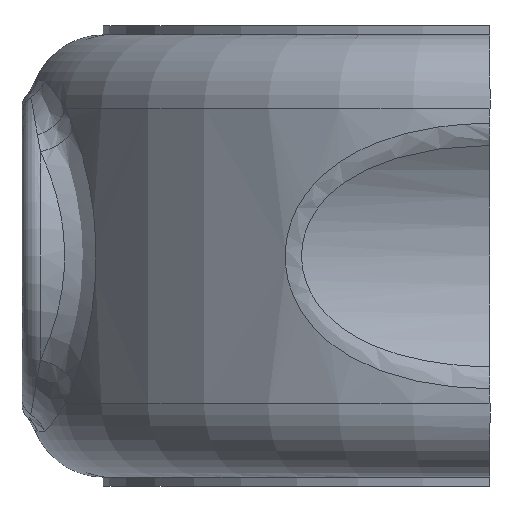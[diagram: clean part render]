
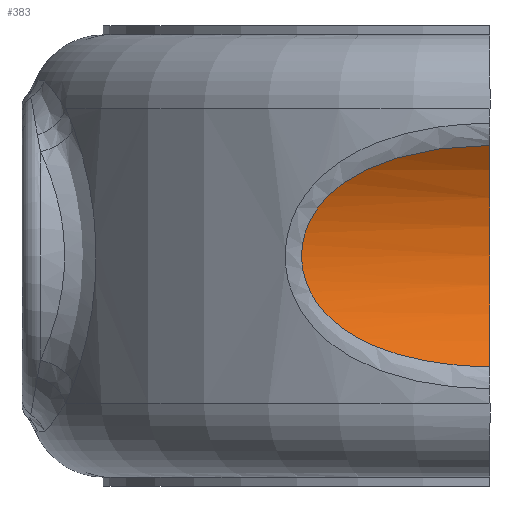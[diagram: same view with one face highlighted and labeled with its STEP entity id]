
A CAD part, left-side view. The second image highlights one B-rep face of the part: STEP entity #383.
In plain terms, the highlighted cylindrical face has radius 50 mm (diameter 100 mm), a partial arc.
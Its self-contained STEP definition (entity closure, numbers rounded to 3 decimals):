
#26 = CARTESIAN_POINT ( 'NONE',  ( -115.926, 43.378, 16.879 ) ) ;
#36 = CARTESIAN_POINT ( 'NONE',  ( -118.607, 34.515, -23.039 ) ) ;
#97 = CARTESIAN_POINT ( 'NONE',  ( -122.338, 13.759, -29.103 ) ) ;
#158 = CARTESIAN_POINT ( 'NONE',  ( -115.118, 45.675, 14.408 ) ) ;
#162 = CARTESIAN_POINT ( 'NONE',  ( -117.122, 39.661, -19.884 ) ) ;
#221 = CARTESIAN_POINT ( 'NONE',  ( -114.961, 46.107, 13.878 ) ) ;
#227 = CARTESIAN_POINT ( 'NONE',  ( -122.833, 6.921, -29.777 ) ) ;
#312 = DIRECTION ( 'NONE',  ( 0., 0., -1. ) ) ;
#338 = CARTESIAN_POINT ( 'NONE',  ( -163., 0., 0. ) ) ;
#383 = ADVANCED_FACE ( 'NONE', ( #3886 ), #1454, .F. ) ;
#405 = CARTESIAN_POINT ( 'NONE',  ( -120.315, 27.063, 26.044 ) ) ;
#409 = CARTESIAN_POINT ( 'NONE',  ( -113.222, 50.606, 4.759 ) ) ;
#436 = ORIENTED_EDGE ( 'NONE', *, *, #924, .T. ) ;
#597 = CARTESIAN_POINT ( 'NONE',  ( -122.979, 2.774, 29.972 ) ) ;
#664 = CARTESIAN_POINT ( 'NONE',  ( -114.105, 48.392, 10.518 ) ) ;
#669 = CARTESIAN_POINT ( 'NONE',  ( -113.075, 50.966, -2.816 ) ) ;
#732 = CARTESIAN_POINT ( 'NONE',  ( -122.833, 6.929, 29.776 ) ) ;
#790 = CARTESIAN_POINT ( 'NONE',  ( -113.118, 50.861, -3.503 ) ) ;
#855 = CARTESIAN_POINT ( 'NONE',  ( -117.609, 38.047, 20.984 ) ) ;
#861 = CARTESIAN_POINT ( 'NONE',  ( -113.598, 49.675, 7.718 ) ) ;
#924 = EDGE_CURVE ( 'NONE', #3679, #3056, #3687, .T. ) ;
#931 = CARTESIAN_POINT ( 'NONE',  ( -118.891, 33.336, 23.554 ) ) ;
#937 = CARTESIAN_POINT ( 'NONE',  ( -117.961, 36.877, -21.776 ) ) ;
#1007 = CARTESIAN_POINT ( 'NONE',  ( -119.502, 30.815, -24.663 ) ) ;
#1132 = CARTESIAN_POINT ( 'NONE',  ( -116.445, 41.803, -18.245 ) ) ;
#1192 = CARTESIAN_POINT ( 'NONE',  ( -113.858, 49.022, 9.313 ) ) ;
#1198 = CARTESIAN_POINT ( 'NONE',  ( -116.952, 40.211, -19.488 ) ) ;
#1223 = AXIS2_PLACEMENT_3D ( 'NONE', #1947, #2330, #312 ) ;
#1266 = CARTESIAN_POINT ( 'NONE',  ( -120.585, 25.69, -26.479 ) ) ;
#1335 = B_SPLINE_CURVE_WITH_KNOTS ( 'NONE', 3,
 ( #1757, #2224, #597, #1652, #732, #2959, #2585, #3261, #3327, #3842, #405, #2649, #3896, #931, #3144, #3654, #855, #1587, #1959, #26, #1889, #158, #221, #2470, #2405, #664, #1192, #861, #2228, #3086, #2589, #3210, #409, #2655, #3661, #1403, #2286, #669, #790, #1342, #3469, #3153, #1895, #1831, #1534, #1591, #3331, #2095, #3592, #2900, #2712, #1132, #3396, #1198, #162, #937, #36, #1007, #3712, #2159, #1266, #2348, #2030, #97, #2412, #227, #1767, #2537, #1470, #2964 ),
 .UNSPECIFIED., .F., .F.,
 ( 4, 2, 2, 2, 2, 2, 2, 2, 2, 2, 2, 2, 2, 2, 2, 2, 2, 2, 2, 2, 2, 2, 2, 2, 2, 2, 2, 2, 2, 2, 2, 2, 2, 2, 4 ),
 ( 0., 0.004, 0.008, 0.017, 0.025, 0.029, 0.033, 0.037, 0.042, 0.046, 0.05, 0.052, 0.054, 0.058, 0.059, 0.06, 0.062, 0.067, 0.069, 0.071, 0.073, 0.075, 0.079, 0.081, 0.083, 0.087, 0.089, 0.092, 0.1, 0.104, 0.108, 0.116, 0.125, 0.129, 0.133 ),
 .UNSPECIFIED. ) ;
#1342 = CARTESIAN_POINT ( 'NONE',  ( -113.233, 50.581, -4.866 ) ) ;
#1403 = CARTESIAN_POINT ( 'NONE',  ( -113., 51.146, -0.733 ) ) ;
#1454 = CYLINDRICAL_SURFACE ( 'NONE', #1223, 50. ) ;
#1470 = CARTESIAN_POINT ( 'NONE',  ( -123., 1.386, -30. ) ) ;
#1534 = CARTESIAN_POINT ( 'NONE',  ( -114.121, 48.35, -10.595 ) ) ;
#1587 = CARTESIAN_POINT ( 'NONE',  ( -116.934, 40.282, 19.458 ) ) ;
#1591 = CARTESIAN_POINT ( 'NONE',  ( -114.538, 47.25, -12.319 ) ) ;
#1652 = CARTESIAN_POINT ( 'NONE',  ( -122.896, 5.544, 29.86 ) ) ;
#1670 = ORIENTED_EDGE ( 'NONE', *, *, #1727, .T. ) ;
#1727 = EDGE_CURVE ( 'NONE', #3056, #3679, #1335, .T. ) ;
#1757 = CARTESIAN_POINT ( 'NONE',  ( -123., 0., 30. ) ) ;
#1767 = CARTESIAN_POINT ( 'NONE',  ( -122.896, 5.537, -29.861 ) ) ;
#1831 = CARTESIAN_POINT ( 'NONE',  ( -113.874, 48.982, -9.393 ) ) ;
#1845 = CARTESIAN_POINT ( 'NONE',  ( -123., 0., -30. ) ) ;
#1889 = CARTESIAN_POINT ( 'NONE',  ( -115.596, 44.335, 15.936 ) ) ;
#1895 = CARTESIAN_POINT ( 'NONE',  ( -113.562, 49.765, -7.506 ) ) ;
#1947 = CARTESIAN_POINT ( 'NONE',  ( -163., 127., 0. ) ) ;
#1959 = CARTESIAN_POINT ( 'NONE',  ( -116.595, 41.351, 18.64 ) ) ;
#2030 = CARTESIAN_POINT ( 'NONE',  ( -121.693, 19.124, -28.178 ) ) ;
#2095 = CARTESIAN_POINT ( 'NONE',  ( -114.986, 46.039, -13.963 ) ) ;
#2159 = CARTESIAN_POINT ( 'NONE',  ( -120.331, 26.986, -26.069 ) ) ;
#2178 = EDGE_LOOP ( 'NONE', ( #436, #1670 ) ) ;
#2224 = CARTESIAN_POINT ( 'NONE',  ( -123., 1.388, 30. ) ) ;
#2228 = CARTESIAN_POINT ( 'NONE',  ( -113.549, 49.799, 7.394 ) ) ;
#2286 = CARTESIAN_POINT ( 'NONE',  ( -113.016, 51.109, -1.432 ) ) ;
#2330 = DIRECTION ( 'NONE',  ( 0., -1., 0. ) ) ;
#2348 = CARTESIAN_POINT ( 'NONE',  ( -121.293, 21.774, -27.592 ) ) ;
#2405 = CARTESIAN_POINT ( 'NONE',  ( -114.517, 47.307, 12.235 ) ) ;
#2412 = CARTESIAN_POINT ( 'NONE',  ( -122.585, 11.042, -29.44 ) ) ;
#2470 = CARTESIAN_POINT ( 'NONE',  ( -114.661, 46.922, 12.793 ) ) ;
#2537 = CARTESIAN_POINT ( 'NONE',  ( -122.979, 2.771, -29.972 ) ) ;
#2585 = CARTESIAN_POINT ( 'NONE',  ( -122.337, 13.778, 29.1 ) ) ;
#2589 = CARTESIAN_POINT ( 'NONE',  ( -113.412, 50.139, 6.413 ) ) ;
#2649 = CARTESIAN_POINT ( 'NONE',  ( -119.773, 29.62, 25.134 ) ) ;
#2655 = CARTESIAN_POINT ( 'NONE',  ( -113.057, 51.01, 2.742 ) ) ;
#2712 = CARTESIAN_POINT ( 'NONE',  ( -115.944, 43.323, -16.93 ) ) ;
#2781 = CARTESIAN_POINT ( 'NONE',  ( -123., 0., 30. ) ) ;
#2900 = CARTESIAN_POINT ( 'NONE',  ( -115.615, 44.279, -15.994 ) ) ;
#2905 = DIRECTION ( 'NONE',  ( 0., 0., -1. ) ) ;
#2959 = CARTESIAN_POINT ( 'NONE',  ( -122.584, 11.056, 29.438 ) ) ;
#2964 = CARTESIAN_POINT ( 'NONE',  ( -123., 0., -30. ) ) ;
#3056 = VERTEX_POINT ( 'NONE', #2781 ) ;
#3086 = CARTESIAN_POINT ( 'NONE',  ( -113.455, 50.031, 6.741 ) ) ;
#3144 = CARTESIAN_POINT ( 'NONE',  ( -118.581, 34.542, 22.966 ) ) ;
#3153 = CARTESIAN_POINT ( 'NONE',  ( -113.469, 49.999, -6.862 ) ) ;
#3210 = CARTESIAN_POINT ( 'NONE',  ( -113.291, 50.439, 5.425 ) ) ;
#3261 = CARTESIAN_POINT ( 'NONE',  ( -121.688, 19.161, 28.171 ) ) ;
#3327 = CARTESIAN_POINT ( 'NONE',  ( -121.286, 21.821, 27.581 ) ) ;
#3331 = CARTESIAN_POINT ( 'NONE',  ( -114.685, 46.858, -12.882 ) ) ;
#3396 = CARTESIAN_POINT ( 'NONE',  ( -116.614, 41.281, -18.669 ) ) ;
#3469 = CARTESIAN_POINT ( 'NONE',  ( -113.304, 50.406, -5.545 ) ) ;
#3592 = CARTESIAN_POINT ( 'NONE',  ( -115.141, 45.611, -14.484 ) ) ;
#3598 = DIRECTION ( 'NONE',  ( 0., -1., 0. ) ) ;
#3654 = CARTESIAN_POINT ( 'NONE',  ( -117.939, 36.897, 21.681 ) ) ;
#3661 = CARTESIAN_POINT ( 'NONE',  ( -112.999, 51.149, 1.37 ) ) ;
#3679 = VERTEX_POINT ( 'NONE', #1845 ) ;
#3687 = CIRCLE ( 'NONE', #3736, 50. ) ;
#3712 = CARTESIAN_POINT ( 'NONE',  ( -119.788, 29.555, -25.159 ) ) ;
#3736 = AXIS2_PLACEMENT_3D ( 'NONE', #338, #3598, #2905 ) ;
#3842 = CARTESIAN_POINT ( 'NONE',  ( -120.572, 25.758, 26.458 ) ) ;
#3886 = FACE_OUTER_BOUND ( 'NONE', #2178, .T. ) ;
#3896 = CARTESIAN_POINT ( 'NONE',  ( -119.488, 30.875, 24.639 ) ) ;
